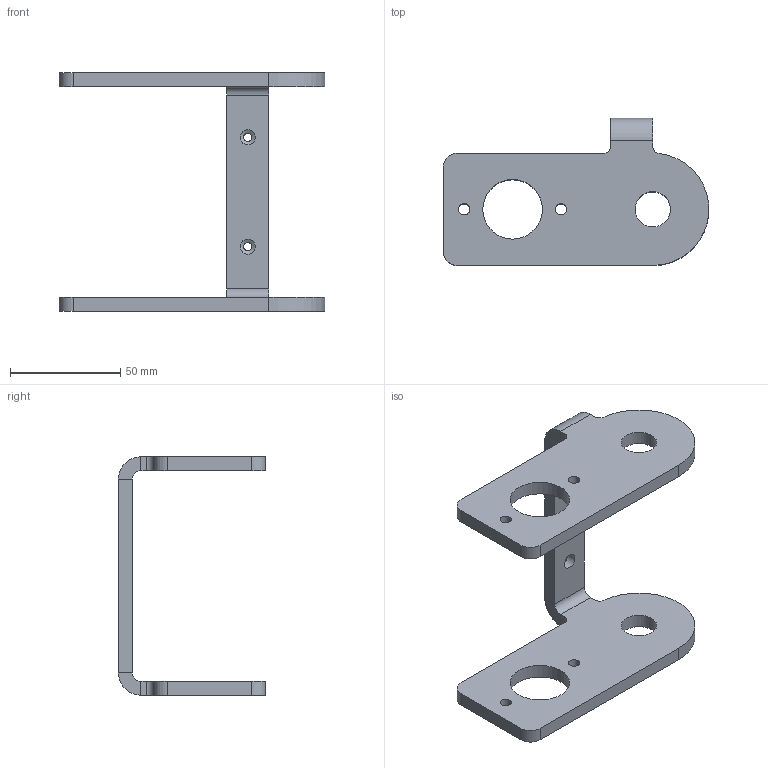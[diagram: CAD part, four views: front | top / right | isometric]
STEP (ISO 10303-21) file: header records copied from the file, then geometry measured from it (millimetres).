
FILE_DESCRIPTION(/* description */ (''),/* implementation_level */ '2;1');
FILE_NAME(/* name */ 'MagStrap Bracket.step',/* time_stamp */ '2025-11-25T18:35:13-05:00',/* author */ (''),/* organization */ (''),/* preprocessor_version */ 'ST-DEVELOPER v20.1',/* originating_system */ 'Autodesk Translation Framework v14.21.0.0',/* authorisation */ '');
FILE_SCHEMA (('AUTOMOTIVE_DESIGN { 1 0 10303 214 3 1 1 }'));
Length unit declared in the file: centimetre
Products named in the file (1): Bent Bracket
Bounding box: 120.29 x 66.67 x 107.95 mm (x, y, z)
Volume: 77862 mm3; surface area: 32202 mm2
Topology: 1 solids, 1 shells, 50 faces, 126 edges, 78 vertices
Faces by surface type: cylinder 26, plane 22, cone 2
Full cylindrical faces by diameter (mm): 3.823 x2, 5.118 x4, 6.756 x2, 16 x2, 27 x2
Entity records: 1573 total; most frequent: DIRECTION 282, CARTESIAN_POINT 255, ORIENTED_EDGE 252, EDGE_CURVE 126, AXIS2_PLACEMENT_3D 105, VERTEX_POINT 78, LINE 72, VECTOR 72
